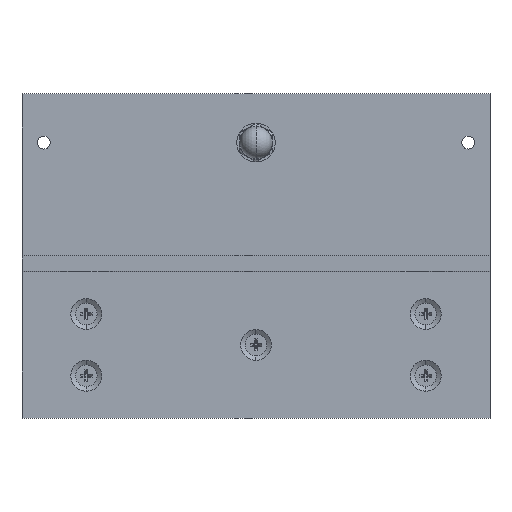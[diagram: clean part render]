
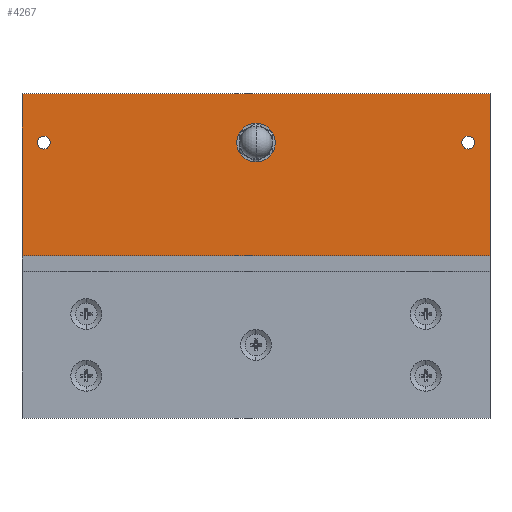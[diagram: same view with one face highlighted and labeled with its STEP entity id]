
A CAD part, top view. The second image highlights one B-rep face of the part: STEP entity #4267.
In plain terms, the highlighted planar face has unit normal (0, 0, 1).
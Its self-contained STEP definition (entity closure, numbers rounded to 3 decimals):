
#3 = ORIENTED_EDGE ( 'NONE', *, *, #35241, .T. ) ;
#409 = DIRECTION ( 'NONE',  ( 1., 0., 0. ) ) ;
#488 = CARTESIAN_POINT ( 'NONE',  ( -82.5, 44., 0. ) ) ;
#655 = CARTESIAN_POINT ( 'NONE',  ( -91., 0., 0. ) ) ;
#1510 = PLANE ( 'NONE',  #13385 ) ;
#1727 = LINE ( 'NONE', #3910, #20249 ) ;
#1909 = AXIS2_PLACEMENT_3D ( 'NONE', #25525, #3509, #33917 ) ;
#2152 = ORIENTED_EDGE ( 'NONE', *, *, #32580, .F. ) ;
#2306 = DIRECTION ( 'NONE',  ( -1., 0., 0. ) ) ;
#2467 = EDGE_CURVE ( 'NONE', #33106, #32669, #25886, .T. ) ;
#3509 = DIRECTION ( 'NONE',  ( 0., 0., -1. ) ) ;
#3910 = CARTESIAN_POINT ( 'NONE',  ( 91., 0., 0. ) ) ;
#4162 = CIRCLE ( 'NONE', #28540, 2.5 ) ;
#4267 = ADVANCED_FACE ( 'NONE', ( #26447, #32084, #26808, #18822 ), #1510, .F. ) ;
#4411 = VERTEX_POINT ( 'NONE', #19137 ) ;
#4652 = DIRECTION ( 'NONE',  ( 1., 0., 0. ) ) ;
#4904 = VERTEX_POINT ( 'NONE', #27806 ) ;
#5109 = VERTEX_POINT ( 'NONE', #29068 ) ;
#5143 = ORIENTED_EDGE ( 'NONE', *, *, #13655, .T. ) ;
#5412 = EDGE_CURVE ( 'NONE', #33854, #4904, #4162, .T. ) ;
#6375 = VECTOR ( 'NONE', #14303, 1000. ) ;
#7094 = EDGE_LOOP ( 'NONE', ( #24817, #31662 ) ) ;
#7257 = CARTESIAN_POINT ( 'NONE',  ( -82.5, 41.5, 0. ) ) ;
#7909 = CARTESIAN_POINT ( 'NONE',  ( -91., 63., 0. ) ) ;
#8130 = LINE ( 'NONE', #23984, #9375 ) ;
#8193 = AXIS2_PLACEMENT_3D ( 'NONE', #15448, #17655, #28723 ) ;
#8360 = EDGE_CURVE ( 'NONE', #4411, #21299, #31382, .T. ) ;
#8994 = CARTESIAN_POINT ( 'NONE',  ( 7.5, 44., 0. ) ) ;
#9343 = CARTESIAN_POINT ( 'NONE',  ( 91., 63., 0. ) ) ;
#9375 = VECTOR ( 'NONE', #2306, 1000. ) ;
#9966 = CARTESIAN_POINT ( 'NONE',  ( 82.5, 46.5, 0. ) ) ;
#11585 = DIRECTION ( 'NONE',  ( 0., 1., 0. ) ) ;
#12661 = DIRECTION ( 'NONE',  ( 0., -1., 0. ) ) ;
#13131 = EDGE_LOOP ( 'NONE', ( #3, #26036 ) ) ;
#13385 = AXIS2_PLACEMENT_3D ( 'NONE', #24407, #18098, #29889 ) ;
#13655 = EDGE_CURVE ( 'NONE', #32669, #17639, #20123, .T. ) ;
#13969 = DIRECTION ( 'NONE',  ( 0., 1., 0. ) ) ;
#13971 = VERTEX_POINT ( 'NONE', #8994 ) ;
#14058 = CARTESIAN_POINT ( 'NONE',  ( 0., 44., 0. ) ) ;
#14303 = DIRECTION ( 'NONE',  ( 0., -1., 0. ) ) ;
#14466 = EDGE_CURVE ( 'NONE', #15552, #13971, #32029, .T. ) ;
#15228 = ORIENTED_EDGE ( 'NONE', *, *, #8360, .T. ) ;
#15448 = CARTESIAN_POINT ( 'NONE',  ( 82.5, 44., 0. ) ) ;
#15552 = VERTEX_POINT ( 'NONE', #27942 ) ;
#16243 = CARTESIAN_POINT ( 'NONE',  ( -91., 0., 0. ) ) ;
#17639 = VERTEX_POINT ( 'NONE', #16243 ) ;
#17655 = DIRECTION ( 'NONE',  ( 0., 0., -1. ) ) ;
#17673 = CARTESIAN_POINT ( 'NONE',  ( 0., 44., 0. ) ) ;
#18097 = DIRECTION ( 'NONE',  ( -1., 0., 0. ) ) ;
#18098 = DIRECTION ( 'NONE',  ( 0., 0., -1. ) ) ;
#18822 = FACE_OUTER_BOUND ( 'NONE', #32322, .T. ) ;
#19137 = CARTESIAN_POINT ( 'NONE',  ( 82.5, 41.5, 0. ) ) ;
#20123 = LINE ( 'NONE', #655, #6375 ) ;
#20249 = VECTOR ( 'NONE', #12661, 1000. ) ;
#21012 = AXIS2_PLACEMENT_3D ( 'NONE', #17673, #29572, #4652 ) ;
#21119 = CIRCLE ( 'NONE', #1909, 2.5 ) ;
#21299 = VERTEX_POINT ( 'NONE', #9966 ) ;
#21335 = ORIENTED_EDGE ( 'NONE', *, *, #34509, .T. ) ;
#21515 = CARTESIAN_POINT ( 'NONE',  ( 91., 63., 0. ) ) ;
#22116 = EDGE_LOOP ( 'NONE', ( #21335, #15228 ) ) ;
#22207 = VECTOR ( 'NONE', #18097, 1000. ) ;
#22728 = CIRCLE ( 'NONE', #8193, 2.5 ) ;
#23984 = CARTESIAN_POINT ( 'NONE',  ( 91., 0., 0. ) ) ;
#24407 = CARTESIAN_POINT ( 'NONE',  ( 91., 0., 0. ) ) ;
#24502 = ORIENTED_EDGE ( 'NONE', *, *, #2467, .T. ) ;
#24817 = ORIENTED_EDGE ( 'NONE', *, *, #30227, .F. ) ;
#24863 = CARTESIAN_POINT ( 'NONE',  ( 82.5, 44., 0. ) ) ;
#25317 = DIRECTION ( 'NONE',  ( 0., 0., 1. ) ) ;
#25525 = CARTESIAN_POINT ( 'NONE',  ( -82.5, 44., 0. ) ) ;
#25553 = AXIS2_PLACEMENT_3D ( 'NONE', #24863, #30685, #13969 ) ;
#25886 = LINE ( 'NONE', #9343, #22207 ) ;
#26036 = ORIENTED_EDGE ( 'NONE', *, *, #5412, .T. ) ;
#26447 = FACE_BOUND ( 'NONE', #22116, .T. ) ;
#26808 = FACE_BOUND ( 'NONE', #7094, .T. ) ;
#27806 = CARTESIAN_POINT ( 'NONE',  ( -82.5, 46.5, 0. ) ) ;
#27942 = CARTESIAN_POINT ( 'NONE',  ( -7.5, 44., 0. ) ) ;
#28540 = AXIS2_PLACEMENT_3D ( 'NONE', #488, #28990, #11585 ) ;
#28723 = DIRECTION ( 'NONE',  ( 0., 1., 0. ) ) ;
#28990 = DIRECTION ( 'NONE',  ( 0., 0., -1. ) ) ;
#29068 = CARTESIAN_POINT ( 'NONE',  ( 91., 0., 0. ) ) ;
#29572 = DIRECTION ( 'NONE',  ( 0., 0., 1. ) ) ;
#29889 = DIRECTION ( 'NONE',  ( -1., 0., 0. ) ) ;
#29987 = CIRCLE ( 'NONE', #34636, 7.5 ) ;
#30227 = EDGE_CURVE ( 'NONE', #13971, #15552, #29987, .T. ) ;
#30685 = DIRECTION ( 'NONE',  ( 0., 0., -1. ) ) ;
#31382 = CIRCLE ( 'NONE', #25553, 2.5 ) ;
#31662 = ORIENTED_EDGE ( 'NONE', *, *, #14466, .F. ) ;
#32029 = CIRCLE ( 'NONE', #21012, 7.5 ) ;
#32084 = FACE_BOUND ( 'NONE', #13131, .T. ) ;
#32322 = EDGE_LOOP ( 'NONE', ( #5143, #35658, #2152, #24502 ) ) ;
#32580 = EDGE_CURVE ( 'NONE', #33106, #5109, #1727, .T. ) ;
#32669 = VERTEX_POINT ( 'NONE', #7909 ) ;
#33106 = VERTEX_POINT ( 'NONE', #21515 ) ;
#33854 = VERTEX_POINT ( 'NONE', #7257 ) ;
#33917 = DIRECTION ( 'NONE',  ( 0., 1., 0. ) ) ;
#34509 = EDGE_CURVE ( 'NONE', #21299, #4411, #22728, .T. ) ;
#34599 = EDGE_CURVE ( 'NONE', #5109, #17639, #8130, .T. ) ;
#34636 = AXIS2_PLACEMENT_3D ( 'NONE', #14058, #25317, #409 ) ;
#35241 = EDGE_CURVE ( 'NONE', #4904, #33854, #21119, .T. ) ;
#35658 = ORIENTED_EDGE ( 'NONE', *, *, #34599, .F. ) ;
